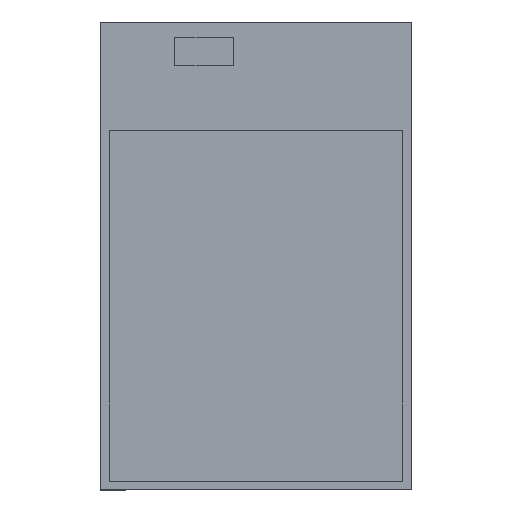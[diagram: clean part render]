
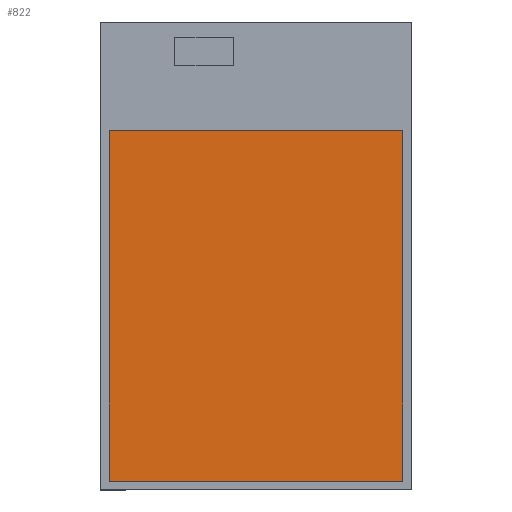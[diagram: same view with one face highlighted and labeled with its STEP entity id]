
A CAD part, top view. The second image highlights one B-rep face of the part: STEP entity #822.
In plain terms, the highlighted planar face has unit normal (0, 0, 1).
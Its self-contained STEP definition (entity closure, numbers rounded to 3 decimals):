
#33 = DIRECTION ( 'NONE',  ( -1., 0., 0. ) ) ;
#45 = EDGE_CURVE ( 'NONE', #908, #161, #476, .T. ) ;
#46 = ORIENTED_EDGE ( 'NONE', *, *, #205, .F. ) ;
#73 = VECTOR ( 'NONE', #288, 1000. ) ;
#98 = CARTESIAN_POINT ( 'NONE',  ( 0., -11.5, 2.4 ) ) ;
#115 = DIRECTION ( 'NONE',  ( 1., 0., 0. ) ) ;
#126 = CARTESIAN_POINT ( 'NONE',  ( -7.5, -2.55, 2.4 ) ) ;
#161 = VERTEX_POINT ( 'NONE', #639 ) ;
#205 = EDGE_CURVE ( 'NONE', #550, #908, #839, .T. ) ;
#288 = DIRECTION ( 'NONE',  ( 0., 1., 0. ) ) ;
#293 = PLANE ( 'NONE',  #560 ) ;
#335 = EDGE_LOOP ( 'NONE', ( #621, #389, #46, #694 ) ) ;
#389 = ORIENTED_EDGE ( 'NONE', *, *, #45, .F. ) ;
#398 = VERTEX_POINT ( 'NONE', #551 ) ;
#432 = VECTOR ( 'NONE', #887, 1000. ) ;
#476 = LINE ( 'NONE', #756, #710 ) ;
#483 = CARTESIAN_POINT ( 'NONE',  ( -7.5, 6.4, 2.4 ) ) ;
#484 = LINE ( 'NONE', #835, #432 ) ;
#489 = CARTESIAN_POINT ( 'NONE',  ( 7.95, -11.95, 2.4 ) ) ;
#550 = VERTEX_POINT ( 'NONE', #633 ) ;
#551 = CARTESIAN_POINT ( 'NONE',  ( 7.5, -11.5, 2.4 ) ) ;
#560 = AXIS2_PLACEMENT_3D ( 'NONE', #489, #767, #115 ) ;
#621 = ORIENTED_EDGE ( 'NONE', *, *, #706, .F. ) ;
#633 = CARTESIAN_POINT ( 'NONE',  ( -7.5, -11.5, 2.4 ) ) ;
#639 = CARTESIAN_POINT ( 'NONE',  ( 7.5, 6.4, 2.4 ) ) ;
#694 = ORIENTED_EDGE ( 'NONE', *, *, #858, .F. ) ;
#706 = EDGE_CURVE ( 'NONE', #161, #398, #484, .T. ) ;
#710 = VECTOR ( 'NONE', #890, 1000. ) ;
#756 = CARTESIAN_POINT ( 'NONE',  ( 0., 6.4, 2.4 ) ) ;
#767 = DIRECTION ( 'NONE',  ( 0., 0., 1. ) ) ;
#816 = LINE ( 'NONE', #98, #829 ) ;
#822 = ADVANCED_FACE ( '2', ( #923 ), #293, .T. ) ;
#829 = VECTOR ( 'NONE', #33, 1000. ) ;
#835 = CARTESIAN_POINT ( 'NONE',  ( 7.5, -2.55, 2.4 ) ) ;
#839 = LINE ( 'NONE', #126, #73 ) ;
#858 = EDGE_CURVE ( 'NONE', #398, #550, #816, .T. ) ;
#887 = DIRECTION ( 'NONE',  ( 0., -1., 0. ) ) ;
#890 = DIRECTION ( 'NONE',  ( 1., 0., 0. ) ) ;
#908 = VERTEX_POINT ( 'NONE', #483 ) ;
#923 = FACE_OUTER_BOUND ( 'NONE', #335, .T. ) ;
